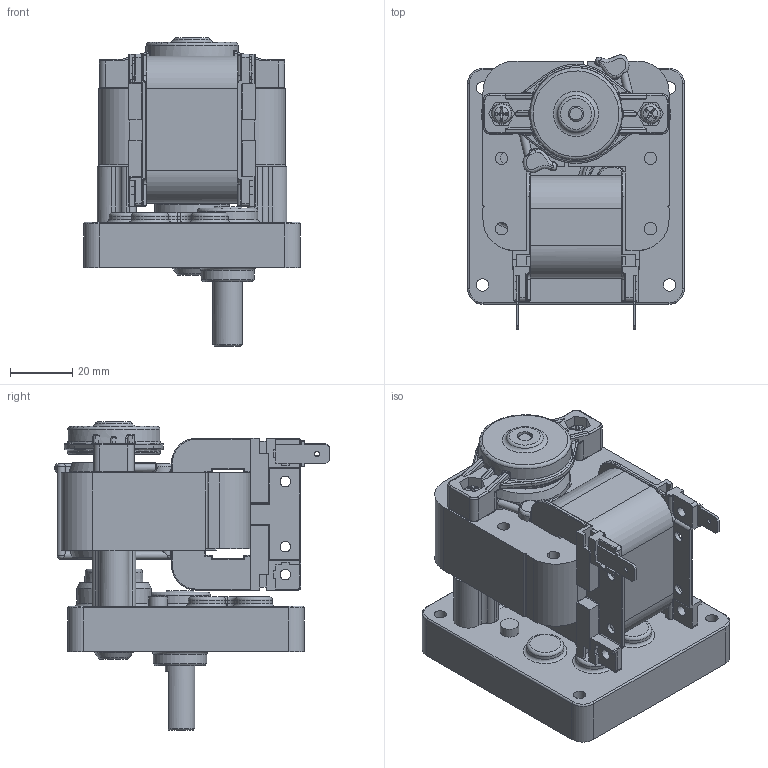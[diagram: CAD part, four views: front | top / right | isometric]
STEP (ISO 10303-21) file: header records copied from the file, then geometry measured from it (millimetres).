
FILE_DESCRIPTION((''),'2;1');
FILE_NAME('GEAR BOX SVO Series.stp','2015-01-27T15:29:39',('jh-hong'),(''),'Autodesk Inventor 2012','Autodesk Inventor 2012','');
FILE_SCHEMA(('AUTOMOTIVE_DESIGN { 1 0 10303 214 1 1 1 1 }'));
Length unit declared in the file: millimetre
Products named in the file (1): 부품5
Bounding box: 69.85 x 88.41 x 99.5 mm (x, y, z)
Volume: 162944.6 mm3; surface area: 78401.9 mm2
Topology: 2 solids, 11 shells, 1043 faces, 2630 edges, 1609 vertices
Faces by surface type: plane 424, cylinder 362, torus 123, bspline 59, cone 58, sphere 17
Full cylindrical faces by diameter (mm): 1.65 x2, 2.5 x2, 2.6 x14, 3 x4, 3.4 x10, 3.621 x2, 4 x10, 4.45 x1, 4.5 x2, 5 x2, 6 x4, 6.5 x4, 6.95 x4, 7 x4, 8 x2, 9 x2, 9.5 x1, 9.54 x2, 10 x1, 12 x2, 14.3 x4, 17.2 x1, 17.309 x1, 17.6 x1, 19.5 x1, 20.2 x1, 22 x1, 24 x1, 28.9 x1, 30 x1
Entity records: 33414 total; most frequent: CARTESIAN_POINT 9129, DIRECTION 5106, ORIENTED_EDGE 4820, EDGE_CURVE 2410, AXIS2_PLACEMENT_3D 1941, VERTEX_POINT 1566, EDGE_LOOP 1311, VECTOR 1224
